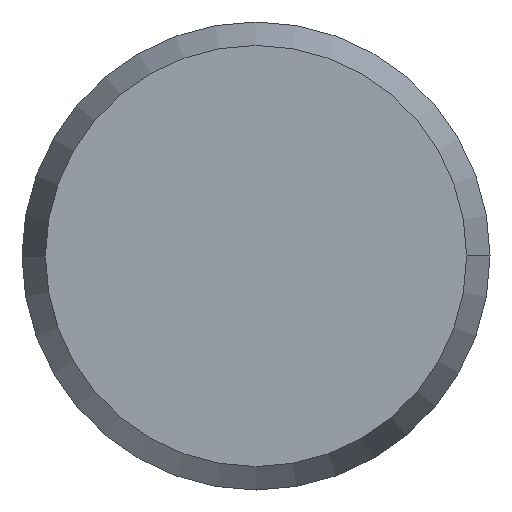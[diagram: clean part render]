
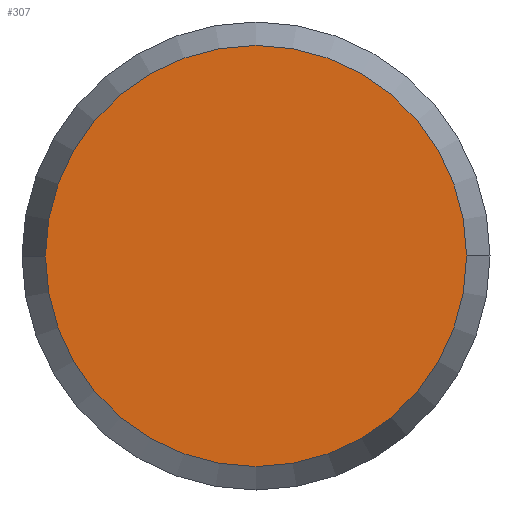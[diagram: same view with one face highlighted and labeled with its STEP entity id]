
A CAD part, front view. The second image highlights one B-rep face of the part: STEP entity #307.
In plain terms, the highlighted planar face has unit normal (0, -1, 0).
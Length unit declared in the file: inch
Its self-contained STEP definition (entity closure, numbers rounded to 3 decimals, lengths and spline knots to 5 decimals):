
#1 = DIRECTION ( 'NONE',  ( 0., 0., -1. ) ) ;
#25 = ORIENTED_EDGE ( 'NONE', *, *, #241, .T. ) ;
#48 = DIRECTION ( 'NONE',  ( 0., -1., 0. ) ) ;
#56 = VERTEX_POINT ( 'NONE', #198 ) ;
#100 = DIRECTION ( 'NONE',  ( 0., -1., 0. ) ) ;
#102 = AXIS2_PLACEMENT_3D ( 'NONE', #159, #218, #1 ) ;
#105 = DIRECTION ( 'NONE',  ( 0., 0., -1. ) ) ;
#130 = CIRCLE ( 'NONE', #331, 0.1406 ) ;
#158 = VERTEX_POINT ( 'NONE', #323 ) ;
#159 = CARTESIAN_POINT ( 'NONE',  ( 0., 0., 0. ) ) ;
#162 = PLANE ( 'NONE',  #191 ) ;
#170 = EDGE_LOOP ( 'NONE', ( #186, #25 ) ) ;
#186 = ORIENTED_EDGE ( 'NONE', *, *, #213, .T. ) ;
#191 = AXIS2_PLACEMENT_3D ( 'NONE', #273, #100, #359 ) ;
#198 = CARTESIAN_POINT ( 'NONE',  ( 0., 0., 0.1406 ) ) ;
#213 = EDGE_CURVE ( 'NONE', #158, #56, #280, .T. ) ;
#218 = DIRECTION ( 'NONE',  ( 0., -1., 0. ) ) ;
#241 = EDGE_CURVE ( 'NONE', #56, #158, #130, .T. ) ;
#273 = CARTESIAN_POINT ( 'NONE',  ( 0., 0., 0. ) ) ;
#276 = FACE_OUTER_BOUND ( 'NONE', #170, .T. ) ;
#280 = CIRCLE ( 'NONE', #102, 0.1406 ) ;
#299 = CARTESIAN_POINT ( 'NONE',  ( 0., 0., 0. ) ) ;
#307 = ADVANCED_FACE ( 'NONE', ( #276 ), #162, .T. ) ;
#323 = CARTESIAN_POINT ( 'NONE',  ( 0., 0., -0.1406 ) ) ;
#331 = AXIS2_PLACEMENT_3D ( 'NONE', #299, #48, #105 ) ;
#359 = DIRECTION ( 'NONE',  ( 0., 0., -1. ) ) ;
